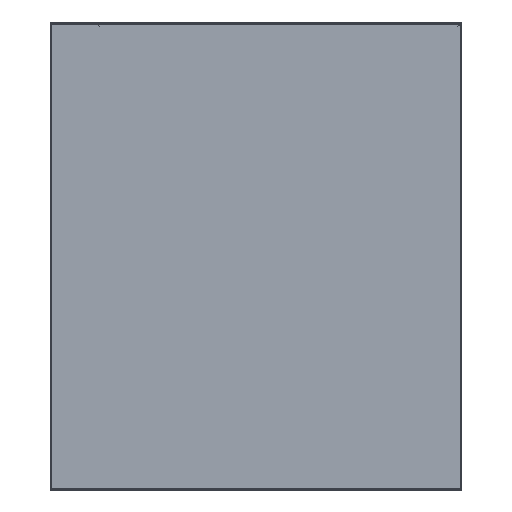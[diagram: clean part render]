
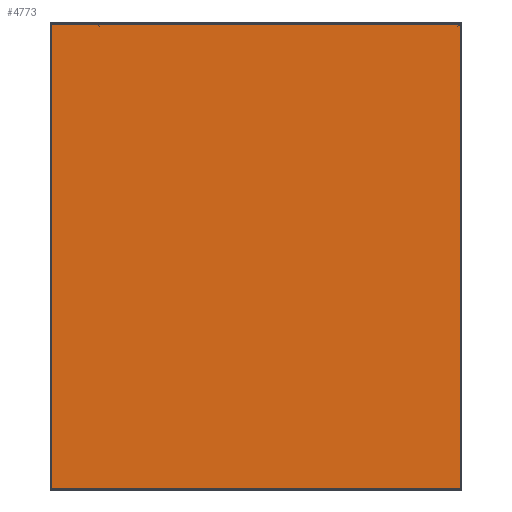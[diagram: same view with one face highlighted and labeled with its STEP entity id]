
A CAD part, left-side view. The second image highlights one B-rep face of the part: STEP entity #4773.
In plain terms, the highlighted planar face has unit normal (-1, 0, 0).
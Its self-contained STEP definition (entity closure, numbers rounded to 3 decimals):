
#14 = VERTEX_POINT ( 'NONE', #1702 ) ;
#141 = DIRECTION ( 'NONE',  ( 0., 1., 0. ) ) ;
#487 = VECTOR ( 'NONE', #1062, 1000. ) ;
#517 = EDGE_LOOP ( 'NONE', ( #905, #1126, #2250, #5264 ) ) ;
#905 = ORIENTED_EDGE ( 'NONE', *, *, #1509, .T. ) ;
#1062 = DIRECTION ( 'NONE',  ( 0., -1., 0. ) ) ;
#1126 = ORIENTED_EDGE ( 'NONE', *, *, #4000, .T. ) ;
#1469 = CARTESIAN_POINT ( 'NONE',  ( -397.5, 399., 224.086 ) ) ;
#1509 = EDGE_CURVE ( 'NONE', #3420, #3800, #4841, .T. ) ;
#1577 = EDGE_CURVE ( 'NONE', #14, #4606, #5917, .T. ) ;
#1702 = CARTESIAN_POINT ( 'NONE',  ( -397.5, 1., -227.5 ) ) ;
#1936 = CARTESIAN_POINT ( 'NONE',  ( -397.5, 400., -227.5 ) ) ;
#2037 = CARTESIAN_POINT ( 'NONE',  ( -397.5, 1., -228.5 ) ) ;
#2206 = AXIS2_PLACEMENT_3D ( 'NONE', #2551, #4510, #4899 ) ;
#2250 = ORIENTED_EDGE ( 'NONE', *, *, #1577, .T. ) ;
#2551 = CARTESIAN_POINT ( 'NONE',  ( -397.5, 400., -228.5 ) ) ;
#2557 = LINE ( 'NONE', #4486, #5755 ) ;
#2811 = CARTESIAN_POINT ( 'NONE',  ( -397.5, 1., 224.086 ) ) ;
#3263 = VECTOR ( 'NONE', #3532, 1000. ) ;
#3420 = VERTEX_POINT ( 'NONE', #1469 ) ;
#3532 = DIRECTION ( 'NONE',  ( 0., 0., 1. ) ) ;
#3800 = VERTEX_POINT ( 'NONE', #4263 ) ;
#3990 = CARTESIAN_POINT ( 'NONE',  ( -397.5, 399., -228.5 ) ) ;
#4000 = EDGE_CURVE ( 'NONE', #3800, #14, #5075, .T. ) ;
#4263 = CARTESIAN_POINT ( 'NONE',  ( -397.5, 399., -227.5 ) ) ;
#4391 = DIRECTION ( 'NONE',  ( 0., 0., -1. ) ) ;
#4406 = EDGE_CURVE ( 'NONE', #4606, #3420, #2557, .T. ) ;
#4486 = CARTESIAN_POINT ( 'NONE',  ( -397.5, 400., 224.086 ) ) ;
#4510 = DIRECTION ( 'NONE',  ( -1., 0., 0. ) ) ;
#4543 = PLANE ( 'NONE',  #2206 ) ;
#4606 = VERTEX_POINT ( 'NONE', #2811 ) ;
#4773 = ADVANCED_FACE ( 'NONE', ( #5022 ), #4543, .T. ) ;
#4841 = LINE ( 'NONE', #3990, #5472 ) ;
#4899 = DIRECTION ( 'NONE',  ( 0., 0., 1. ) ) ;
#5022 = FACE_OUTER_BOUND ( 'NONE', #517, .T. ) ;
#5075 = LINE ( 'NONE', #1936, #487 ) ;
#5264 = ORIENTED_EDGE ( 'NONE', *, *, #4406, .T. ) ;
#5472 = VECTOR ( 'NONE', #4391, 1000. ) ;
#5755 = VECTOR ( 'NONE', #141, 1000. ) ;
#5917 = LINE ( 'NONE', #2037, #3263 ) ;
